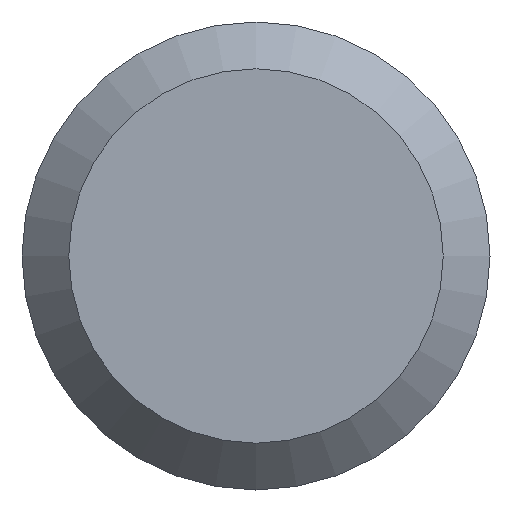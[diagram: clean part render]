
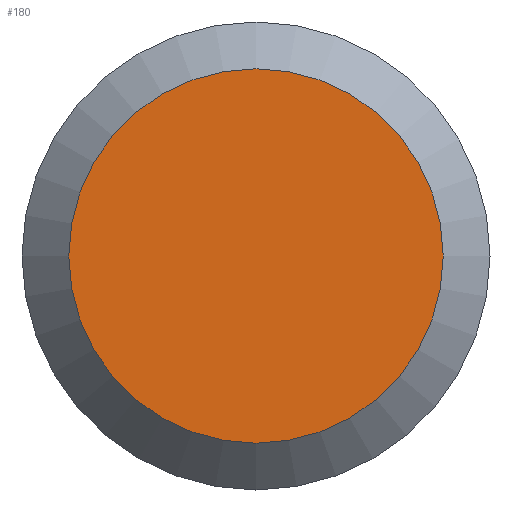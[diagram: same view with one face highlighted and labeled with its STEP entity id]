
A CAD part, left-side view. The second image highlights one B-rep face of the part: STEP entity #180.
In plain terms, the highlighted planar face has unit normal (-1, 0, 0).
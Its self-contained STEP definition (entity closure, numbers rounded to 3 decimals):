
#6 = ORIENTED_EDGE ( 'NONE', *, *, #181, .T. ) ;
#22 = FACE_OUTER_BOUND ( 'NONE', #51, .T. ) ;
#26 = CARTESIAN_POINT ( 'NONE',  ( 0., 0., 0. ) ) ;
#28 = DIRECTION ( 'NONE',  ( 0., 0., -1. ) ) ;
#33 = DIRECTION ( 'NONE',  ( 0., 0., -1. ) ) ;
#38 = CARTESIAN_POINT ( 'NONE',  ( 0., 0., -2.48 ) ) ;
#51 = EDGE_LOOP ( 'NONE', ( #6 ) ) ;
#62 = VERTEX_POINT ( 'NONE', #38 ) ;
#67 = AXIS2_PLACEMENT_3D ( 'NONE', #188, #141, #28 ) ;
#92 = AXIS2_PLACEMENT_3D ( 'NONE', #26, #116, #33 ) ;
#116 = DIRECTION ( 'NONE',  ( -1., 0., 0. ) ) ;
#141 = DIRECTION ( 'NONE',  ( 1., 0., 0. ) ) ;
#173 = PLANE ( 'NONE',  #67 ) ;
#180 = ADVANCED_FACE ( 'NONE', ( #22 ), #173, .F. ) ;
#181 = EDGE_CURVE ( 'NONE', #62, #62, #210, .T. ) ;
#188 = CARTESIAN_POINT ( 'NONE',  ( 0., 3.1, 0. ) ) ;
#210 = CIRCLE ( 'NONE', #92, 2.48 ) ;
